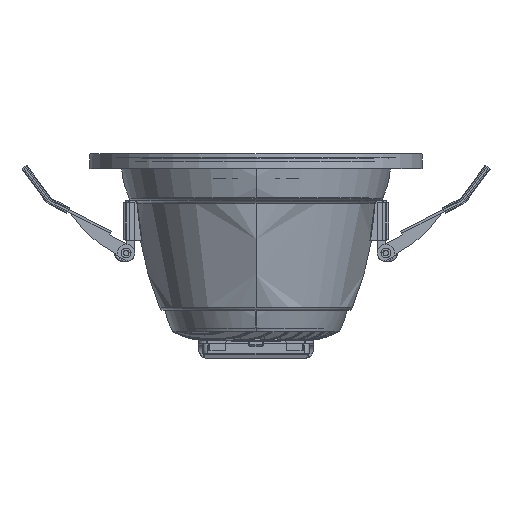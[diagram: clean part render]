
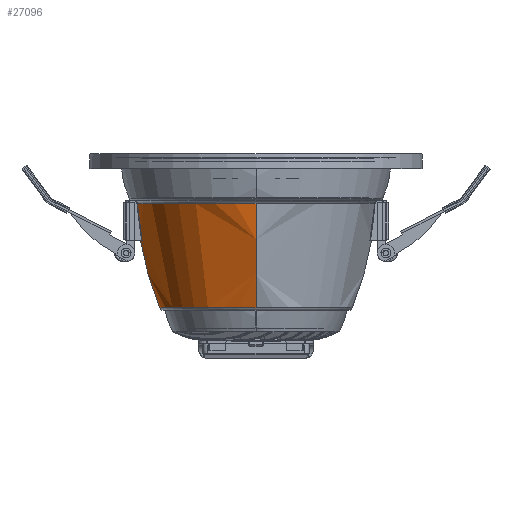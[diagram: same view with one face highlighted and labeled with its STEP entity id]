
A CAD part, left-side view. The second image highlights one B-rep face of the part: STEP entity #27096.
In plain terms, the highlighted free-form (B-spline) face has degree [3, 3] with [7, 4] control points.
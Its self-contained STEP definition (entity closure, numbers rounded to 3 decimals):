
#2333 = DIRECTION ( 'NONE',  ( -1., 0., 0. ) ) ;
#4273 = CARTESIAN_POINT ( 'NONE',  ( -38.253, -23.541, 37.23 ) ) ;
#4353 = CARTESIAN_POINT ( 'NONE',  ( 0., -33.627, 48.582 ) ) ;
#4615 = CARTESIAN_POINT ( 'NONE',  ( -22.692, -42.662, 24.552 ) ) ;
#8128 = CIRCLE ( 'NONE', #29396, 120. ) ;
#9205 = CARTESIAN_POINT ( 'NONE',  ( -41.153, 25.325, 24.552 ) ) ;
#9879 = CARTESIAN_POINT ( 'NONE',  ( 2.094, 33.282, 49.275 ) ) ;
#10207 = CARTESIAN_POINT ( 'NONE',  ( -41.153, -25.325, 24.552 ) ) ;
#10537 = CARTESIAN_POINT ( 'NONE',  ( -38.253, 0., 37.23 ) ) ;
#13749 = FACE_OUTER_BOUND ( 'NONE', #17596, .T. ) ;
#14411 = CARTESIAN_POINT ( 'NONE',  ( -21.093, 39.655, 37.23 ) ) ;
#15748 = VERTEX_POINT ( 'NONE', #41776 ) ;
#15796 = CARTESIAN_POINT ( 'NONE',  ( -18.388, -34.57, 49.275 ) ) ;
#17596 = EDGE_LOOP ( 'NONE', ( #29425, #40575, #59805, #24025 ) ) ;
#20257 = EDGE_CURVE ( 'NONE', #48733, #15748, #27679, .T. ) ;
#20342 = CARTESIAN_POINT ( 'NONE',  ( -41.153, 0., 24.552 ) ) ;
#21019 = CARTESIAN_POINT ( 'NONE',  ( 2.402, 38.177, 37.23 ) ) ;
#24025 = ORIENTED_EDGE ( 'NONE', *, *, #57290, .T. ) ;
#24829 = DIRECTION ( 'NONE',  ( 1., 0., 0. ) ) ;
#25165 = DIRECTION ( 'NONE',  ( 0., -0.928, 0.371 ) ) ;
#25274 = CARTESIAN_POINT ( 'NONE',  ( -41.972, 25.829, 11.572 ) ) ;
#25960 = CARTESIAN_POINT ( 'NONE',  ( -21.093, -39.655, 37.23 ) ) ;
#26186 = CARTESIAN_POINT ( 'NONE',  ( 0.001, 77.79, 4.015 ) ) ;
#26663 = CARTESIAN_POINT ( 'NONE',  ( -23.143, 43.511, 11.572 ) ) ;
#27096 = ADVANCED_FACE ( 'NONE', ( #13749 ), #54506, .T. ) ;
#27679 = CIRCLE ( 'NONE', #36656, 33.627 ) ;
#29396 = AXIS2_PLACEMENT_3D ( 'NONE', #26186, #24829, #25165 ) ;
#29425 = ORIENTED_EDGE ( 'NONE', *, *, #59917, .F. ) ;
#30903 = CARTESIAN_POINT ( 'NONE',  ( -33.347, -20.522, 49.275 ) ) ;
#31262 = CARTESIAN_POINT ( 'NONE',  ( -41.972, 0., 11.572 ) ) ;
#32212 = AXIS2_PLACEMENT_3D ( 'NONE', #39832, #2333, #33168 ) ;
#32577 = CARTESIAN_POINT ( 'NONE',  ( 0., 0., 12.317 ) ) ;
#33168 = DIRECTION ( 'NONE',  ( 0., 0.928, 0.371 ) ) ;
#34134 = CARTESIAN_POINT ( 'NONE',  ( 0., -41.923, 12.317 ) ) ;
#34833 = CARTESIAN_POINT ( 'NONE',  ( 0., 0., 48.582 ) ) ;
#36444 = VERTEX_POINT ( 'NONE', #56453 ) ;
#36656 = AXIS2_PLACEMENT_3D ( 'NONE', #34833, #67237, #56308 ) ;
#39832 = CARTESIAN_POINT ( 'NONE',  ( -0.001, -77.79, 4.015 ) ) ;
#40575 = ORIENTED_EDGE ( 'NONE', *, *, #20257, .T. ) ;
#41066 = CARTESIAN_POINT ( 'NONE',  ( -38.253, 23.541, 37.23 ) ) ;
#41078 = EDGE_CURVE ( 'NONE', #15748, #36444, #62586, .T. ) ;
#41776 = CARTESIAN_POINT ( 'NONE',  ( 0., 33.627, 48.582 ) ) ;
#42467 = CARTESIAN_POINT ( 'NONE',  ( -41.972, -25.829, 11.572 ) ) ;
#44141 = DIRECTION ( 'NONE',  ( -1., 0., 0. ) ) ;
#47725 = CARTESIAN_POINT ( 'NONE',  ( -18.388, 34.57, 49.275 ) ) ;
#48733 = VERTEX_POINT ( 'NONE', #4353 ) ;
#49347 = CIRCLE ( 'NONE', #55028, 41.923 ) ;
#52301 = CARTESIAN_POINT ( 'NONE',  ( 2.094, -33.282, 49.275 ) ) ;
#52643 = CARTESIAN_POINT ( 'NONE',  ( -23.143, -43.511, 11.572 ) ) ;
#53352 = CARTESIAN_POINT ( 'NONE',  ( 2.584, 41.072, 24.552 ) ) ;
#54506 =( BOUNDED_SURFACE ( )  B_SPLINE_SURFACE ( 3, 3, ( 
 ( #61914, #53352, #21019, #9879 ),
 ( #26663, #63613, #14411, #47725 ),
 ( #25274, #9205, #41066, #58671 ),
 ( #31262, #20342, #10537, #57991 ),
 ( #42467, #10207, #4273, #30903 ),
 ( #52643, #4615, #25960, #15796 ),
 ( #63278, #57640, #68558, #52301 ) ),
 .UNSPECIFIED., .F., .F., .T. ) 
 B_SPLINE_SURFACE_WITH_KNOTS ( ( 4, 3, 4 ),
 ( 4, 4 ),
 ( 0., 1., 2. ),
 ( 0., 1. ),
 .UNSPECIFIED. ) 
 GEOMETRIC_REPRESENTATION_ITEM ( )  RATIONAL_B_SPLINE_SURFACE ( (
 ( 1.195, 1.185, 1.185, 1.195),
 ( 0.944, 0.936, 0.936, 0.944),
 ( 0.944, 0.936, 0.936, 0.944),
 ( 1.195, 1.185, 1.185, 1.195),
 ( 0.944, 0.936, 0.936, 0.944),
 ( 0.944, 0.936, 0.936, 0.944),
 ( 1.195, 1.185, 1.185, 1.195) ) ) 
 REPRESENTATION_ITEM ( '' )  SURFACE ( )  );
#55028 = AXIS2_PLACEMENT_3D ( 'NONE', #32577, #59314, #44141 ) ;
#56308 = DIRECTION ( 'NONE',  ( 0., 1., 0. ) ) ;
#56453 = CARTESIAN_POINT ( 'NONE',  ( 0., 41.923, 12.317 ) ) ;
#57290 = EDGE_CURVE ( 'NONE', #36444, #64636, #49347, .T. ) ;
#57640 = CARTESIAN_POINT ( 'NONE',  ( 2.584, -41.072, 24.552 ) ) ;
#57991 = CARTESIAN_POINT ( 'NONE',  ( -33.347, 0., 49.275 ) ) ;
#58671 = CARTESIAN_POINT ( 'NONE',  ( -33.347, 20.522, 49.275 ) ) ;
#59314 = DIRECTION ( 'NONE',  ( 0., 0., 1. ) ) ;
#59805 = ORIENTED_EDGE ( 'NONE', *, *, #41078, .T. ) ;
#59917 = EDGE_CURVE ( 'NONE', #48733, #64636, #8128, .T. ) ;
#61914 = CARTESIAN_POINT ( 'NONE',  ( 2.635, 41.889, 11.572 ) ) ;
#62586 = CIRCLE ( 'NONE', #32212, 120. ) ;
#63278 = CARTESIAN_POINT ( 'NONE',  ( 2.635, -41.889, 11.572 ) ) ;
#63613 = CARTESIAN_POINT ( 'NONE',  ( -22.692, 42.662, 24.552 ) ) ;
#64636 = VERTEX_POINT ( 'NONE', #34134 ) ;
#67237 = DIRECTION ( 'NONE',  ( 0., 0., -1. ) ) ;
#68558 = CARTESIAN_POINT ( 'NONE',  ( 2.402, -38.177, 37.23 ) ) ;
